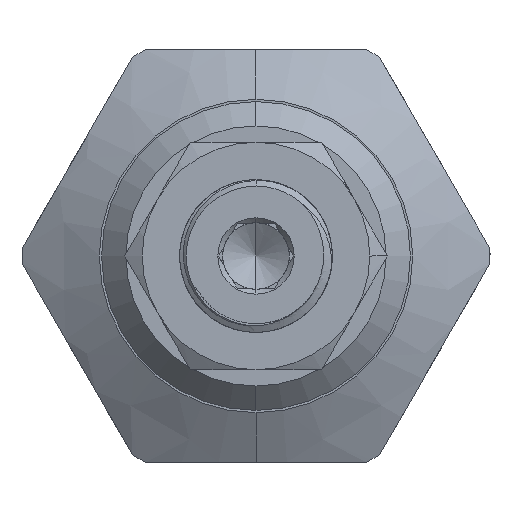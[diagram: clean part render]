
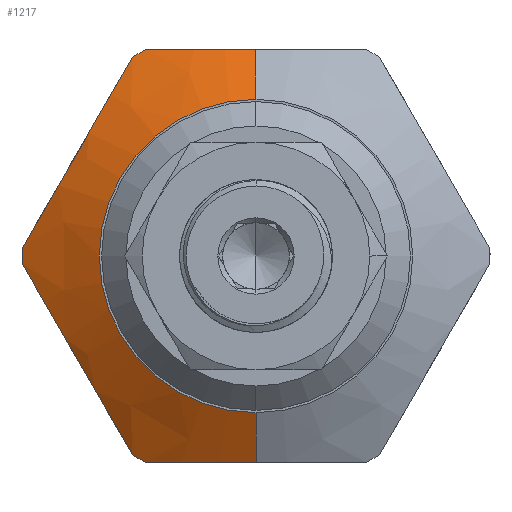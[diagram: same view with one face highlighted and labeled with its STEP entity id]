
A CAD part, left-side view. The second image highlights one B-rep face of the part: STEP entity #1217.
In plain terms, the highlighted conical face has half-angle 60 degrees and reference radius 14.4 mm.
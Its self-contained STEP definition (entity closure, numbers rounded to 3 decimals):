
#26 = CARTESIAN_POINT ( 'NONE',  ( -28.182, 10.414, -7.362 ) ) ;
#28 = CARTESIAN_POINT ( 'NONE',  ( -28.007, 9.573, 8.819 ) ) ;
#31 = DIRECTION ( 'NONE',  ( 0.5, 0., -0.866 ) ) ;
#100 = CARTESIAN_POINT ( 'NONE',  ( -28.005, 2.871, -12.7 ) ) ;
#184 = CARTESIAN_POINT ( 'NONE',  ( -28.005, 2.871, 12.7 ) ) ;
#254 = CIRCLE ( 'NONE', #4809, 9.64 ) ;
#374 = LINE ( 'NONE', #3472, #7937 ) ;
#550 = DIRECTION ( 'NONE',  ( 0., 0., 1. ) ) ;
#592 = VERTEX_POINT ( 'NONE', #7817 ) ;
#594 = AXIS2_PLACEMENT_3D ( 'NONE', #4218, #8886, #550 ) ;
#606 = AXIS2_PLACEMENT_3D ( 'NONE', #6744, #11265, #4947 ) ;
#657 = ORIENTED_EDGE ( 'NONE', *, *, #10915, .T. ) ;
#702 = CARTESIAN_POINT ( 'NONE',  ( -27.202, 7.605, 12.228 ) ) ;
#834 = ORIENTED_EDGE ( 'NONE', *, *, #7392, .F. ) ;
#946 = CARTESIAN_POINT ( 'NONE',  ( -27.202, 6.787, -12.7 ) ) ;
#955 = CARTESIAN_POINT ( 'NONE',  ( -28.073, 12.139, -4.375 ) ) ;
#958 = DIRECTION ( 'NONE',  ( 0., 0., 1. ) ) ;
#1002 = DIRECTION ( 'NONE',  ( 0., 0., 1. ) ) ;
#1041 = CARTESIAN_POINT ( 'NONE',  ( -27.505, 8.161, 11.265 ) ) ;
#1068 = CARTESIAN_POINT ( 'NONE',  ( -27.501, 5.688, -12.7 ) ) ;
#1148 = CARTESIAN_POINT ( 'NONE',  ( -28.183, 0.572, 12.7 ) ) ;
#1217 = ADVANCED_FACE ( 'NONE', ( #11152 ), #8388, .T. ) ;
#1394 = B_SPLINE_CURVE_WITH_KNOTS ( 'NONE', 3,
 ( #4770, #11246, #2958, #5541, #100, #6645, #1068, #946 ),
 .UNSPECIFIED., .F., .F.,
 ( 4, 2, 2, 4 ),
 ( 0.02, 0.022, 0.024, 0.027 ),
 .UNSPECIFIED. ) ;
#1448 = ORIENTED_EDGE ( 'NONE', *, *, #7955, .T. ) ;
#1805 = DIRECTION ( 'NONE',  ( -1., 0., 0. ) ) ;
#1969 = CARTESIAN_POINT ( 'NONE',  ( -28.09, 12.151, 4.354 ) ) ;
#2069 = CARTESIAN_POINT ( 'NONE',  ( -27.202, 14.392, -0.472 ) ) ;
#2087 = VERTEX_POINT ( 'NONE', #6979 ) ;
#2463 = ORIENTED_EDGE ( 'NONE', *, *, #10553, .F. ) ;
#2595 = DIRECTION ( 'NONE',  ( 0., 0., 1. ) ) ;
#2926 = CARTESIAN_POINT ( 'NONE',  ( -27.202, 6.787, 12.7 ) ) ;
#2958 = CARTESIAN_POINT ( 'NONE',  ( -28.161, 1.146, -12.7 ) ) ;
#3338 = CIRCLE ( 'NONE', #594, 14.4 ) ;
#3472 = CARTESIAN_POINT ( 'NONE',  ( -27.202, 0., -14.4 ) ) ;
#3605 = CARTESIAN_POINT ( 'NONE',  ( -27.202, 0., 0. ) ) ;
#3611 = LINE ( 'NONE', #11718, #9255 ) ;
#3721 = CARTESIAN_POINT ( 'NONE',  ( -27.202, 7.605, 12.228 ) ) ;
#3752 = CIRCLE ( 'NONE', #11485, 14.4 ) ;
#3949 = CARTESIAN_POINT ( 'NONE',  ( -27.748, 4.574, 12.7 ) ) ;
#4031 = CARTESIAN_POINT ( 'NONE',  ( -28.161, 1.146, 12.7 ) ) ;
#4187 = B_SPLINE_CURVE_WITH_KNOTS ( 'NONE', 3,
 ( #7801, #9548, #5759, #1969, #11202, #11129, #5715, #6525, #28, #5673, #1041, #3721 ),
 .UNSPECIFIED., .F., .F.,
 ( 4, 2, 2, 2, 2, 4 ),
 ( 0., 0.003, 0.007, 0.009, 0.01, 0.014 ),
 .UNSPECIFIED. ) ;
#4218 = CARTESIAN_POINT ( 'NONE',  ( -27.202, 0., 0. ) ) ;
#4456 = CARTESIAN_POINT ( 'NONE',  ( -27.504, 8.16, -11.266 ) ) ;
#4574 = CARTESIAN_POINT ( 'NONE',  ( -27.505, 13.836, -1.435 ) ) ;
#4770 = CARTESIAN_POINT ( 'NONE',  ( -28.183, 0., -12.7 ) ) ;
#4809 = AXIS2_PLACEMENT_3D ( 'NONE', #7538, #9405, #1002 ) ;
#4947 = DIRECTION ( 'NONE',  ( 0., 0., -1. ) ) ;
#5231 = VERTEX_POINT ( 'NONE', #7265 ) ;
#5335 = EDGE_CURVE ( 'NONE', #2087, #10354, #254, .T. ) ;
#5441 = VERTEX_POINT ( 'NONE', #2926 ) ;
#5462 = ORIENTED_EDGE ( 'NONE', *, *, #10165, .F. ) ;
#5501 = AXIS2_PLACEMENT_3D ( 'NONE', #12007, #12045, #958 ) ;
#5541 = CARTESIAN_POINT ( 'NONE',  ( -28.072, 2.296, -12.7 ) ) ;
#5671 = CARTESIAN_POINT ( 'NONE',  ( -27.752, 13.275, -2.407 ) ) ;
#5673 = CARTESIAN_POINT ( 'NONE',  ( -27.752, 8.722, 10.293 ) ) ;
#5715 = CARTESIAN_POINT ( 'NONE',  ( -28.162, 10.432, 7.331 ) ) ;
#5759 = CARTESIAN_POINT ( 'NONE',  ( -27.751, 13.278, 2.402 ) ) ;
#5904 = CIRCLE ( 'NONE', #5501, 14.4 ) ;
#6156 = EDGE_CURVE ( 'NONE', #9555, #11848, #4187, .T. ) ;
#6466 = B_SPLINE_CURVE_WITH_KNOTS ( 'NONE', 3,
 ( #7892, #4456, #11086, #12005, #26, #7415, #9401, #955, #7456, #5671, #4574, #11969 ),
 .UNSPECIFIED., .F., .F.,
 ( 4, 2, 2, 2, 2, 4 ),
 ( 0., 0.003, 0.007, 0.009, 0.01, 0.014 ),
 .UNSPECIFIED. ) ;
#6525 = CARTESIAN_POINT ( 'NONE',  ( -28.073, 9.858, 8.325 ) ) ;
#6645 = CARTESIAN_POINT ( 'NONE',  ( -27.748, 4.574, -12.7 ) ) ;
#6711 = ORIENTED_EDGE ( 'NONE', *, *, #8419, .T. ) ;
#6744 = CARTESIAN_POINT ( 'NONE',  ( -27.202, 0., 0. ) ) ;
#6979 = CARTESIAN_POINT ( 'NONE',  ( -29.95, 0., 9.64 ) ) ;
#7062 = EDGE_CURVE ( 'NONE', #10498, #5231, #3752, .T. ) ;
#7185 = ORIENTED_EDGE ( 'NONE', *, *, #6156, .F. ) ;
#7265 = CARTESIAN_POINT ( 'NONE',  ( -27.202, 6.787, -12.7 ) ) ;
#7392 = EDGE_CURVE ( 'NONE', #8058, #5231, #1394, .T. ) ;
#7395 = CARTESIAN_POINT ( 'NONE',  ( -28.183, 0., -12.7 ) ) ;
#7415 = CARTESIAN_POINT ( 'NONE',  ( -28.184, 11.275, -5.87 ) ) ;
#7456 = CARTESIAN_POINT ( 'NONE',  ( -28.007, 12.424, -3.881 ) ) ;
#7538 = CARTESIAN_POINT ( 'NONE',  ( -29.95, 0., 0. ) ) ;
#7551 = B_SPLINE_CURVE_WITH_KNOTS ( 'NONE', 3,
 ( #11439, #8733, #3949, #184, #9586, #4031, #1148, #7641 ),
 .UNSPECIFIED., .F., .F.,
 ( 4, 2, 2, 4 ),
 ( 0.034, 0.037, 0.039, 0.041 ),
 .UNSPECIFIED. ) ;
#7641 = CARTESIAN_POINT ( 'NONE',  ( -28.183, 0., 12.7 ) ) ;
#7801 = CARTESIAN_POINT ( 'NONE',  ( -27.202, 14.392, 0.472 ) ) ;
#7817 = CARTESIAN_POINT ( 'NONE',  ( -28.183, 0., 12.7 ) ) ;
#7892 = CARTESIAN_POINT ( 'NONE',  ( -27.202, 7.605, -12.228 ) ) ;
#7937 = VECTOR ( 'NONE', #31, 1000. ) ;
#7955 = EDGE_CURVE ( 'NONE', #2087, #592, #3611, .T. ) ;
#8013 = EDGE_LOOP ( 'NONE', ( #11071, #1448, #5462, #657, #7185, #6711, #2463, #10642, #834, #10520 ) ) ;
#8058 = VERTEX_POINT ( 'NONE', #7395 ) ;
#8388 = CONICAL_SURFACE ( 'NONE', #606, 14.4, 1.047 ) ;
#8419 = EDGE_CURVE ( 'NONE', #9555, #10725, #3338, .T. ) ;
#8633 = EDGE_CURVE ( 'NONE', #10354, #8058, #374, .T. ) ;
#8733 = CARTESIAN_POINT ( 'NONE',  ( -27.501, 5.688, 12.7 ) ) ;
#8765 = CARTESIAN_POINT ( 'NONE',  ( -29.95, 0., -9.64 ) ) ;
#8886 = DIRECTION ( 'NONE',  ( -1., 0., 0. ) ) ;
#8986 = DIRECTION ( 'NONE',  ( 0.5, 0., 0.866 ) ) ;
#9255 = VECTOR ( 'NONE', #8986, 1000. ) ;
#9401 = CARTESIAN_POINT ( 'NONE',  ( -28.162, 11.565, -5.369 ) ) ;
#9405 = DIRECTION ( 'NONE',  ( -1., 0., 0. ) ) ;
#9548 = CARTESIAN_POINT ( 'NONE',  ( -27.504, 13.837, 1.434 ) ) ;
#9555 = VERTEX_POINT ( 'NONE', #10345 ) ;
#9586 = CARTESIAN_POINT ( 'NONE',  ( -28.072, 2.296, 12.7 ) ) ;
#9655 = CARTESIAN_POINT ( 'NONE',  ( -27.202, 7.605, -12.228 ) ) ;
#10165 = EDGE_CURVE ( 'NONE', #5441, #592, #7551, .T. ) ;
#10345 = CARTESIAN_POINT ( 'NONE',  ( -27.202, 14.392, 0.472 ) ) ;
#10354 = VERTEX_POINT ( 'NONE', #8765 ) ;
#10498 = VERTEX_POINT ( 'NONE', #9655 ) ;
#10520 = ORIENTED_EDGE ( 'NONE', *, *, #8633, .F. ) ;
#10553 = EDGE_CURVE ( 'NONE', #10498, #10725, #6466, .T. ) ;
#10642 = ORIENTED_EDGE ( 'NONE', *, *, #7062, .T. ) ;
#10725 = VERTEX_POINT ( 'NONE', #2069 ) ;
#10915 = EDGE_CURVE ( 'NONE', #5441, #11848, #5904, .T. ) ;
#11071 = ORIENTED_EDGE ( 'NONE', *, *, #5335, .F. ) ;
#11086 = CARTESIAN_POINT ( 'NONE',  ( -27.751, 8.719, -10.298 ) ) ;
#11129 = CARTESIAN_POINT ( 'NONE',  ( -28.184, 10.722, 6.83 ) ) ;
#11152 = FACE_OUTER_BOUND ( 'NONE', #8013, .T. ) ;
#11202 = CARTESIAN_POINT ( 'NONE',  ( -28.182, 11.583, 5.338 ) ) ;
#11246 = CARTESIAN_POINT ( 'NONE',  ( -28.183, 0.572, -12.7 ) ) ;
#11265 = DIRECTION ( 'NONE',  ( 1., 0., 0. ) ) ;
#11439 = CARTESIAN_POINT ( 'NONE',  ( -27.202, 6.787, 12.7 ) ) ;
#11485 = AXIS2_PLACEMENT_3D ( 'NONE', #3605, #1805, #2595 ) ;
#11718 = CARTESIAN_POINT ( 'NONE',  ( -27.202, 0., 14.4 ) ) ;
#11848 = VERTEX_POINT ( 'NONE', #702 ) ;
#11969 = CARTESIAN_POINT ( 'NONE',  ( -27.202, 14.392, -0.472 ) ) ;
#12005 = CARTESIAN_POINT ( 'NONE',  ( -28.09, 9.846, -8.346 ) ) ;
#12007 = CARTESIAN_POINT ( 'NONE',  ( -27.202, 0., 0. ) ) ;
#12045 = DIRECTION ( 'NONE',  ( -1., 0., 0. ) ) ;
